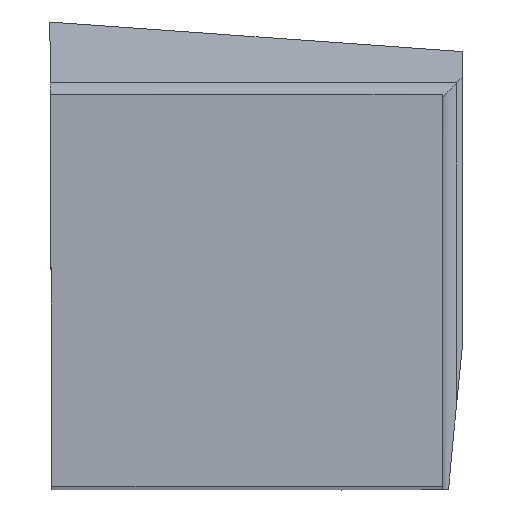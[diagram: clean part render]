
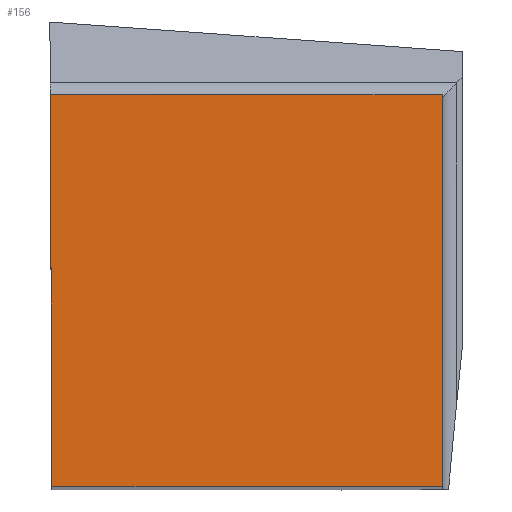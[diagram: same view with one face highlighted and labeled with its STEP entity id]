
A CAD part, top view. The second image highlights one B-rep face of the part: STEP entity #156.
In plain terms, the highlighted planar face has unit normal (0, 0, 1).
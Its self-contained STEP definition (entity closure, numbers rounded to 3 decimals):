
#125=FACE_OUTER_BOUND('',#340,.T.);
#156=ADVANCED_FACE('SHANK_FACE_BACK',(#125),#183,.F.);
#183=PLANE('',#770);
#234=LINE('',#1168,#292);
#236=LINE('',#1172,#294);
#239=LINE('',#1182,#297);
#240=LINE('',#1184,#298);
#292=VECTOR('',#910,1.);
#294=VECTOR('',#914,1.);
#297=VECTOR('',#925,1.);
#298=VECTOR('',#926,1.);
#340=EDGE_LOOP('',(#463,#464,#465,#466));
#463=ORIENTED_EDGE('',*,*,#629,.F.);
#464=ORIENTED_EDGE('',*,*,#627,.T.);
#465=ORIENTED_EDGE('',*,*,#634,.T.);
#466=ORIENTED_EDGE('',*,*,#635,.F.);
#557=VERTEX_POINT('',#1167);
#558=VERTEX_POINT('',#1169);
#559=VERTEX_POINT('',#1173);
#562=VERTEX_POINT('',#1183);
#627=EDGE_CURVE('',#558,#557,#234,.T.);
#629=EDGE_CURVE('',#558,#559,#236,.T.);
#634=EDGE_CURVE('',#557,#562,#239,.T.);
#635=EDGE_CURVE('',#559,#562,#240,.T.);
#770=AXIS2_PLACEMENT_3D('',#1185,#927,#928);
#910=DIRECTION('',(1.,0.,0.));
#914=DIRECTION('',(-0.004,1.,0.));
#925=DIRECTION('',(0.,1.,0.));
#926=DIRECTION('',(1.,0.,0.));
#927=DIRECTION('',(0.,0.,-1.));
#928=DIRECTION('',(-0.997,0.074,0.));
#1167=CARTESIAN_POINT('',(31.85,0.,0.));
#1168=CARTESIAN_POINT('',(-7.093,0.,0.));
#1169=CARTESIAN_POINT('',(0.139,0.,0.));
#1172=CARTESIAN_POINT('',(0.973,-191.233,0.));
#1173=CARTESIAN_POINT('',(0.,31.85,0.));
#1182=CARTESIAN_POINT('',(31.85,-7.093,0.));
#1183=CARTESIAN_POINT('',(31.85,31.85,0.));
#1184=CARTESIAN_POINT('',(-7.093,31.85,0.));
#1185=CARTESIAN_POINT('',(0.,0.,
0.));
